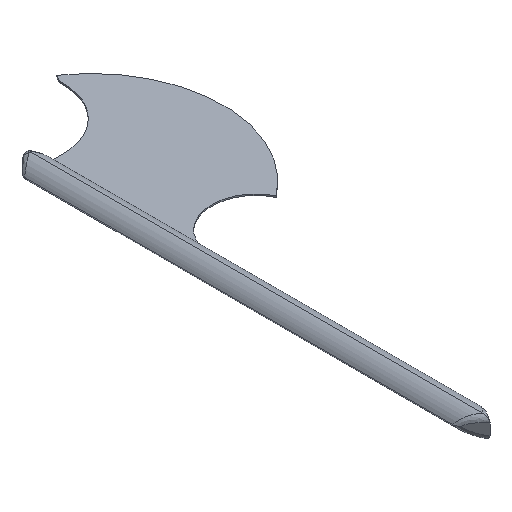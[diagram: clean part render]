
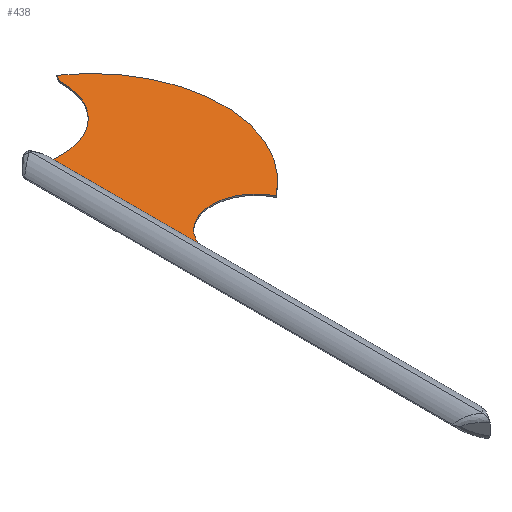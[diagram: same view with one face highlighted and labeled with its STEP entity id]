
A CAD part, isometric view. The second image highlights one B-rep face of the part: STEP entity #438.
In plain terms, the highlighted planar face has unit normal (0, 0, 1).
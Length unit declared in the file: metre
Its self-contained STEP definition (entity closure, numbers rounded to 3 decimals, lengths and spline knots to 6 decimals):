
#28=B_SPLINE_CURVE_WITH_KNOTS('',3,(#875,#876,#877,#878),.UNSPECIFIED.,
 .F.,.F.,(4,4),(0.,0.000093),.UNSPECIFIED.);
#41=CIRCLE('',#648,0.101782);
#43=CIRCLE('',#651,0.305932);
#45=CIRCLE('',#655,0.14278);
#112=ORIENTED_EDGE('',*,*,#233,.F.);
#113=ORIENTED_EDGE('',*,*,#217,.F.);
#114=ORIENTED_EDGE('',*,*,#222,.T.);
#115=ORIENTED_EDGE('',*,*,#225,.F.);
#116=ORIENTED_EDGE('',*,*,#228,.F.);
#117=ORIENTED_EDGE('',*,*,#232,.F.);
#118=ORIENTED_EDGE('',*,*,#234,.T.);
#217=EDGE_CURVE('',#279,#280,#41,.T.);
#222=EDGE_CURVE('',#279,#283,#43,.T.);
#225=EDGE_CURVE('',#285,#283,#311,.T.);
#228=EDGE_CURVE('',#287,#285,#45,.T.);
#232=EDGE_CURVE('',#290,#287,#314,.T.);
#233=EDGE_CURVE('',#280,#291,#315,.F.);
#234=EDGE_CURVE('',#290,#291,#28,.T.);
#279=VERTEX_POINT('',#828);
#280=VERTEX_POINT('',#830);
#283=VERTEX_POINT('',#844);
#285=VERTEX_POINT('',#850);
#287=VERTEX_POINT('',#856);
#290=VERTEX_POINT('',#870);
#291=VERTEX_POINT('',#874);
#311=LINE('',#851,#328);
#314=LINE('',#871,#331);
#315=LINE('',#873,#332);
#328=VECTOR('',#729,1.);
#331=VECTOR('',#740,1.);
#332=VECTOR('',#743,1.);
#347=EDGE_LOOP('',(#112,#113,#114,#115,#116,#117,#118));
#375=FACE_BOUND('',#347,.T.);
#400=PLANE('',#657);
#438=ADVANCED_FACE('',(#375),#400,.T.);
#648=AXIS2_PLACEMENT_3D('',#829,#716,#717);
#651=AXIS2_PLACEMENT_3D('',#845,#723,#724);
#655=AXIS2_PLACEMENT_3D('',#857,#735,#736);
#657=AXIS2_PLACEMENT_3D('',#872,#741,#742);
#716=DIRECTION('',(0.,0.,1.));
#717=DIRECTION('',(1.,0.,0.));
#723=DIRECTION('',(0.,0.,1.));
#724=DIRECTION('',(1.,0.,0.));
#729=DIRECTION('',(0.515,0.857,0.));
#735=DIRECTION('',(0.,0.,1.));
#736=DIRECTION('',(1.,0.,0.));
#740=DIRECTION('',(1.,0.,0.));
#741=DIRECTION('',(0.,0.,1.));
#742=DIRECTION('',(1.,0.,0.));
#743=DIRECTION('',(0.,-1.,0.));
#828=CARTESIAN_POINT('',(2.618772,0.070923,0.0265));
#829=CARTESIAN_POINT('',(2.527226,0.026438,0.0265));
#830=CARTESIAN_POINT('',(2.432152,0.062776,0.0265));
#844=CARTESIAN_POINT('',(2.6065,0.566517,0.0265));
#845=CARTESIAN_POINT('',(2.433376,0.314281,0.0265));
#850=CARTESIAN_POINT('',(2.598004,0.552357,0.0265));
#851=CARTESIAN_POINT('',(2.602252,0.559437,0.0265));
#856=CARTESIAN_POINT('',(2.455462,0.40133,0.0265));
#857=CARTESIAN_POINT('',(2.455462,0.54411,0.0265));
#870=CARTESIAN_POINT('',(2.432151,0.40133,0.0265));
#871=CARTESIAN_POINT('',(2.447607,0.40133,0.0265));
#872=CARTESIAN_POINT('',(2.54966,-0.03759,0.0265));
#873=CARTESIAN_POINT('',(2.432152,0.239903,0.0265));
#874=CARTESIAN_POINT('',(2.432152,0.401236,0.0265));
#875=CARTESIAN_POINT('',(2.432151,0.40133,0.0265));
#876=CARTESIAN_POINT('',(2.432152,0.401299,0.0265));
#877=CARTESIAN_POINT('',(2.432152,0.401268,0.0265));
#878=CARTESIAN_POINT('',(2.432152,0.401236,0.0265));
